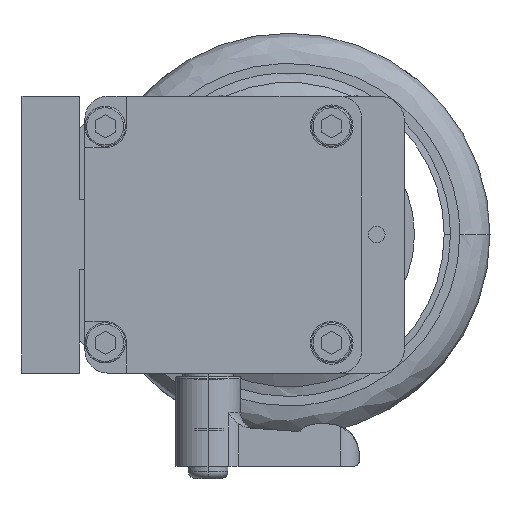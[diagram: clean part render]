
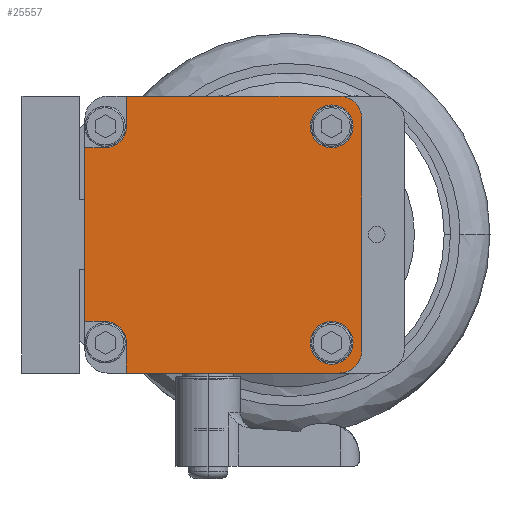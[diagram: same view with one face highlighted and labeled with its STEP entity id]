
A CAD part, left-side view. The second image highlights one B-rep face of the part: STEP entity #25557.
In plain terms, the highlighted face is planar.
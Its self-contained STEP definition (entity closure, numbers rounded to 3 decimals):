
#176 = CARTESIAN_POINT ( 'NONE',  ( 17.25, 28.5, 6. ) ) ;
#559 = EDGE_LOOP ( 'NONE', ( #9420, #3265 ) ) ;
#635 = CARTESIAN_POINT ( 'NONE',  ( 23., -22.5, 6. ) ) ;
#901 = DIRECTION ( 'NONE',  ( 0., 1., 0. ) ) ;
#1371 = ORIENTED_EDGE ( 'NONE', *, *, #19451, .T. ) ;
#1616 = DIRECTION ( 'NONE',  ( -1., 0., 0. ) ) ;
#1821 = VECTOR ( 'NONE', #11254, 1000. ) ;
#1913 = CARTESIAN_POINT ( 'NONE',  ( -27.5, -18., 6. ) ) ;
#2001 = CARTESIAN_POINT ( 'NONE',  ( -27.5, 24.25, 6. ) ) ;
#2791 = DIRECTION ( 'NONE',  ( 0., 0., 1. ) ) ;
#3042 = VERTEX_POINT ( 'NONE', #2001 ) ;
#3265 = ORIENTED_EDGE ( 'NONE', *, *, #12161, .F. ) ;
#3379 = LINE ( 'NONE', #18761, #1821 ) ;
#3858 = CARTESIAN_POINT ( 'NONE',  ( 23., -18., 6. ) ) ;
#3934 = LINE ( 'NONE', #30600, #8984 ) ;
#4326 = VECTOR ( 'NONE', #29131, 1000. ) ;
#4343 = VECTOR ( 'NONE', #1616, 1000. ) ;
#4566 = VECTOR ( 'NONE', #20056, 1000. ) ;
#4652 = ORIENTED_EDGE ( 'NONE', *, *, #15421, .F. ) ;
#4901 = ORIENTED_EDGE ( 'NONE', *, *, #21154, .T. ) ;
#4977 = ORIENTED_EDGE ( 'NONE', *, *, #6330, .F. ) ;
#5140 = AXIS2_PLACEMENT_3D ( 'NONE', #17696, #2791, #20174 ) ;
#5235 = CARTESIAN_POINT ( 'NONE',  ( -23., -22.5, 6. ) ) ;
#5431 = DIRECTION ( 'NONE',  ( 0., 0., 1. ) ) ;
#5967 = CARTESIAN_POINT ( 'NONE',  ( -21.5, -16.5, 6. ) ) ;
#6100 = VECTOR ( 'NONE', #20308, 1000. ) ;
#6241 = VERTEX_POINT ( 'NONE', #29554 ) ;
#6330 = EDGE_CURVE ( 'NONE', #25696, #20728, #17954, .T. ) ;
#6331 = DIRECTION ( 'NONE',  ( -1., 0., 0. ) ) ;
#6621 = CARTESIAN_POINT ( 'NONE',  ( -27.5, 32.5, 6. ) ) ;
#6664 = LINE ( 'NONE', #21701, #4326 ) ;
#6665 = AXIS2_PLACEMENT_3D ( 'NONE', #21976, #7086, #24418 ) ;
#7061 = CIRCLE ( 'NONE', #17206, 4.5 ) ;
#7086 = DIRECTION ( 'NONE',  ( 0., 0., -1. ) ) ;
#7176 = VERTEX_POINT ( 'NONE', #31368 ) ;
#8408 = VERTEX_POINT ( 'NONE', #28459 ) ;
#8471 = DIRECTION ( 'NONE',  ( 1., 0., 0. ) ) ;
#8663 = EDGE_CURVE ( 'NONE', #12130, #23544, #29062, .T. ) ;
#8984 = VECTOR ( 'NONE', #901, 1000. ) ;
#9025 = CARTESIAN_POINT ( 'NONE',  ( 27.5, 24.25, 6. ) ) ;
#9420 = ORIENTED_EDGE ( 'NONE', *, *, #30204, .F. ) ;
#9619 = VECTOR ( 'NONE', #23237, 1000. ) ;
#9982 = PLANE ( 'NONE',  #25063 ) ;
#10131 = CARTESIAN_POINT ( 'NONE',  ( 21.5, 24.25, 6. ) ) ;
#10243 = DIRECTION ( 'NONE',  ( 0., 0., -1. ) ) ;
#10383 = CARTESIAN_POINT ( 'NONE',  ( 25.75, -16.5, 6. ) ) ;
#10393 = LINE ( 'NONE', #176, #4566 ) ;
#10661 = AXIS2_PLACEMENT_3D ( 'NONE', #14249, #31549, #16753 ) ;
#10833 = DIRECTION ( 'NONE',  ( 0., 0., 1. ) ) ;
#10851 = ORIENTED_EDGE ( 'NONE', *, *, #19126, .T. ) ;
#11254 = DIRECTION ( 'NONE',  ( -1., 0., 0. ) ) ;
#11503 = CARTESIAN_POINT ( 'NONE',  ( 17.25, 28.5, 6. ) ) ;
#11635 = ORIENTED_EDGE ( 'NONE', *, *, #30199, .T. ) ;
#11748 = LINE ( 'NONE', #6621, #4343 ) ;
#12017 = VERTEX_POINT ( 'NONE', #25139 ) ;
#12046 = FACE_BOUND ( 'NONE', #559, .T. ) ;
#12130 = VERTEX_POINT ( 'NONE', #18275 ) ;
#12161 = EDGE_CURVE ( 'NONE', #16009, #31400, #21147, .T. ) ;
#12516 = DIRECTION ( 'NONE',  ( -1., 0., 0. ) ) ;
#13462 = CARTESIAN_POINT ( 'NONE',  ( 27.5, -22.5, 6. ) ) ;
#13484 = CARTESIAN_POINT ( 'NONE',  ( -17.25, -16.5, 6. ) ) ;
#14174 = ORIENTED_EDGE ( 'NONE', *, *, #24273, .T. ) ;
#14249 = CARTESIAN_POINT ( 'NONE',  ( -21.5, -16.5, 6. ) ) ;
#14752 = ORIENTED_EDGE ( 'NONE', *, *, #30586, .F. ) ;
#15421 = EDGE_CURVE ( 'NONE', #8408, #6241, #3934, .T. ) ;
#15452 = CARTESIAN_POINT ( 'NONE',  ( 17.25, -16.5, 6. ) ) ;
#15937 = VECTOR ( 'NONE', #18454, 1000. ) ;
#16009 = VERTEX_POINT ( 'NONE', #23095 ) ;
#16753 = DIRECTION ( 'NONE',  ( 1., 0., 0. ) ) ;
#17206 = AXIS2_PLACEMENT_3D ( 'NONE', #20303, #5431, #22767 ) ;
#17209 = ORIENTED_EDGE ( 'NONE', *, *, #8663, .T. ) ;
#17537 = CIRCLE ( 'NONE', #26910, 4.5 ) ;
#17582 = CIRCLE ( 'NONE', #10661, 4.25 ) ;
#17696 = CARTESIAN_POINT ( 'NONE',  ( 21.5, -16.5, 6. ) ) ;
#17954 = CIRCLE ( 'NONE', #5140, 4.25 ) ;
#18070 = CIRCLE ( 'NONE', #28065, 4.25 ) ;
#18275 = CARTESIAN_POINT ( 'NONE',  ( 27.5, -18., 6. ) ) ;
#18393 = AXIS2_PLACEMENT_3D ( 'NONE', #25631, #10833, #28147 ) ;
#18403 = EDGE_LOOP ( 'NONE', ( #14752, #4977 ) ) ;
#18412 = CARTESIAN_POINT ( 'NONE',  ( -27.5, -22.5, 6. ) ) ;
#18454 = DIRECTION ( 'NONE',  ( 0., 1., 0. ) ) ;
#18761 = CARTESIAN_POINT ( 'NONE',  ( 21.5, 24.25, 6. ) ) ;
#18839 = VERTEX_POINT ( 'NONE', #11503 ) ;
#19126 = EDGE_CURVE ( 'NONE', #18839, #7176, #10393, .T. ) ;
#19346 = LINE ( 'NONE', #27629, #6100 ) ;
#19451 = EDGE_CURVE ( 'NONE', #23544, #29275, #3379, .T. ) ;
#20056 = DIRECTION ( 'NONE',  ( 0., 1., 0. ) ) ;
#20174 = DIRECTION ( 'NONE',  ( 1., 0., 0. ) ) ;
#20303 = CARTESIAN_POINT ( 'NONE',  ( -23., -18., 6. ) ) ;
#20308 = DIRECTION ( 'NONE',  ( 1., 0., 0. ) ) ;
#20728 = VERTEX_POINT ( 'NONE', #10383 ) ;
#21147 = CIRCLE ( 'NONE', #29284, 4.25 ) ;
#21154 = EDGE_CURVE ( 'NONE', #29275, #18839, #27303, .T. ) ;
#21224 = DIRECTION ( 'NONE',  ( 0., 0., 1. ) ) ;
#21701 = CARTESIAN_POINT ( 'NONE',  ( -27.5, -22.5, 6. ) ) ;
#21976 = CARTESIAN_POINT ( 'NONE',  ( 21.5, 28.5, 6. ) ) ;
#22068 = LINE ( 'NONE', #18412, #9619 ) ;
#22371 = CARTESIAN_POINT ( 'NONE',  ( 0., 0., 6. ) ) ;
#22767 = DIRECTION ( 'NONE',  ( -1., 0., 0. ) ) ;
#23095 = CARTESIAN_POINT ( 'NONE',  ( -25.75, -16.5, 6. ) ) ;
#23237 = DIRECTION ( 'NONE',  ( 1., 0., 0. ) ) ;
#23323 = DIRECTION ( 'NONE',  ( 0., 0., 1. ) ) ;
#23544 = VERTEX_POINT ( 'NONE', #9025 ) ;
#23849 = ORIENTED_EDGE ( 'NONE', *, *, #29292, .T. ) ;
#23861 = EDGE_LOOP ( 'NONE', ( #1371, #4901, #10851, #11635, #4652, #23849, #25386, #14174, #28263, #28268, #25882, #17209 ) ) ;
#23901 = EDGE_CURVE ( 'NONE', #27973, #29832, #7061, .T. ) ;
#24273 = EDGE_CURVE ( 'NONE', #3042, #27973, #6664, .T. ) ;
#24418 = DIRECTION ( 'NONE',  ( -1., 0., 0. ) ) ;
#24703 = DIRECTION ( 'NONE',  ( 0., 0., -1. ) ) ;
#24783 = EDGE_CURVE ( 'NONE', #31327, #12130, #17537, .T. ) ;
#25058 = CARTESIAN_POINT ( 'NONE',  ( -21.5, 28.5, 6. ) ) ;
#25063 = AXIS2_PLACEMENT_3D ( 'NONE', #22371, #24703, #12516 ) ;
#25139 = CARTESIAN_POINT ( 'NONE',  ( -21.5, 24.25, 6. ) ) ;
#25386 = ORIENTED_EDGE ( 'NONE', *, *, #27232, .F. ) ;
#25557 = ADVANCED_FACE ( 'NONE', ( #25950, #12046, #31799 ), #9982, .F. ) ;
#25631 = CARTESIAN_POINT ( 'NONE',  ( 21.5, -16.5, 6. ) ) ;
#25696 = VERTEX_POINT ( 'NONE', #15452 ) ;
#25882 = ORIENTED_EDGE ( 'NONE', *, *, #24783, .T. ) ;
#25950 = FACE_BOUND ( 'NONE', #18403, .T. ) ;
#26821 = EDGE_CURVE ( 'NONE', #29832, #31327, #22068, .T. ) ;
#26910 = AXIS2_PLACEMENT_3D ( 'NONE', #3858, #21224, #6331 ) ;
#27181 = CIRCLE ( 'NONE', #18393, 4.25 ) ;
#27232 = EDGE_CURVE ( 'NONE', #3042, #12017, #19346, .T. ) ;
#27303 = CIRCLE ( 'NONE', #6665, 4.25 ) ;
#27559 = DIRECTION ( 'NONE',  ( -1., 0., 0. ) ) ;
#27629 = CARTESIAN_POINT ( 'NONE',  ( -21.5, 24.25, 6. ) ) ;
#27973 = VERTEX_POINT ( 'NONE', #1913 ) ;
#28065 = AXIS2_PLACEMENT_3D ( 'NONE', #25058, #10243, #27559 ) ;
#28147 = DIRECTION ( 'NONE',  ( 1., 0., 0. ) ) ;
#28263 = ORIENTED_EDGE ( 'NONE', *, *, #23901, .T. ) ;
#28268 = ORIENTED_EDGE ( 'NONE', *, *, #26821, .T. ) ;
#28459 = CARTESIAN_POINT ( 'NONE',  ( -17.25, 28.5, 6. ) ) ;
#29062 = LINE ( 'NONE', #13462, #15937 ) ;
#29131 = DIRECTION ( 'NONE',  ( 0., -1., 0. ) ) ;
#29275 = VERTEX_POINT ( 'NONE', #10131 ) ;
#29284 = AXIS2_PLACEMENT_3D ( 'NONE', #5967, #23323, #8471 ) ;
#29292 = EDGE_CURVE ( 'NONE', #8408, #12017, #18070, .T. ) ;
#29554 = CARTESIAN_POINT ( 'NONE',  ( -17.25, 32.5, 6. ) ) ;
#29832 = VERTEX_POINT ( 'NONE', #5235 ) ;
#30199 = EDGE_CURVE ( 'NONE', #7176, #6241, #11748, .T. ) ;
#30204 = EDGE_CURVE ( 'NONE', #31400, #16009, #17582, .T. ) ;
#30586 = EDGE_CURVE ( 'NONE', #20728, #25696, #27181, .T. ) ;
#30600 = CARTESIAN_POINT ( 'NONE',  ( -17.25, 28.5, 6. ) ) ;
#31327 = VERTEX_POINT ( 'NONE', #635 ) ;
#31368 = CARTESIAN_POINT ( 'NONE',  ( 17.25, 32.5, 6. ) ) ;
#31400 = VERTEX_POINT ( 'NONE', #13484 ) ;
#31549 = DIRECTION ( 'NONE',  ( 0., 0., 1. ) ) ;
#31799 = FACE_OUTER_BOUND ( 'NONE', #23861, .T. ) ;
